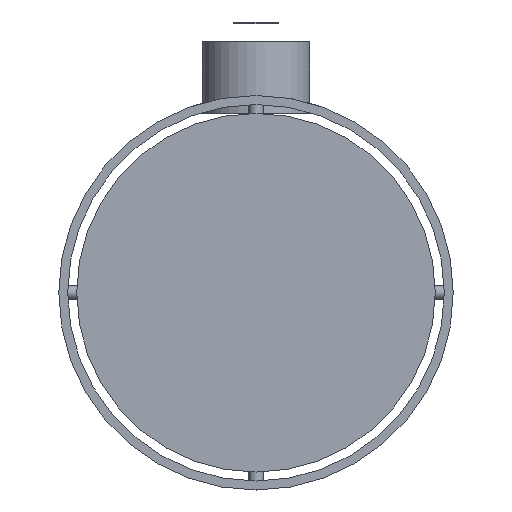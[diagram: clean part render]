
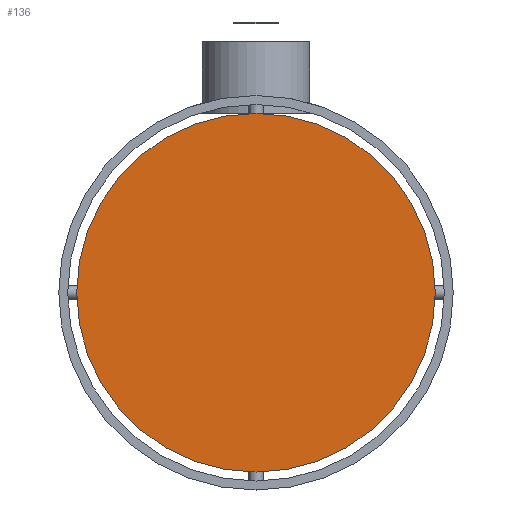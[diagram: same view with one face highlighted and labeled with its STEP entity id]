
A CAD part, front view. The second image highlights one B-rep face of the part: STEP entity #136.
In plain terms, the highlighted face is planar.
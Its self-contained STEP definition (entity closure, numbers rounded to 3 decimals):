
#58 = CYLINDRICAL_SURFACE('',#59,100.);
#59 = AXIS2_PLACEMENT_3D('',#60,#61,#62);
#60 = CARTESIAN_POINT('',(0.,0.,0.));
#61 = DIRECTION('',(0.,0.,1.));
#62 = DIRECTION('',(1.,0.,-0.));
#83 = VERTEX_POINT('',#84);
#84 = CARTESIAN_POINT('',(100.,0.,0.));
#105 = EDGE_CURVE('',#83,#83,#106,.T.);
#106 = SURFACE_CURVE('',#107,(#112,#119),.PCURVE_S1.);
#107 = CIRCLE('',#108,100.);
#108 = AXIS2_PLACEMENT_3D('',#109,#110,#111);
#109 = CARTESIAN_POINT('',(0.,0.,0.));
#110 = DIRECTION('',(0.,0.,1.));
#111 = DIRECTION('',(1.,0.,-0.));
#112 = PCURVE('',#58,#113);
#113 = DEFINITIONAL_REPRESENTATION('',(#114),#118);
#114 = LINE('',#115,#116);
#115 = CARTESIAN_POINT('',(0.,0.));
#116 = VECTOR('',#117,1.);
#117 = DIRECTION('',(1.,0.));
#118 = ( GEOMETRIC_REPRESENTATION_CONTEXT(2) 
PARAMETRIC_REPRESENTATION_CONTEXT() REPRESENTATION_CONTEXT('2D SPACE',''
  ) );
#119 = PCURVE('',#120,#125);
#120 = PLANE('',#121);
#121 = AXIS2_PLACEMENT_3D('',#122,#123,#124);
#122 = CARTESIAN_POINT('',(0.,0.,0.));
#123 = DIRECTION('',(0.,0.,1.));
#124 = DIRECTION('',(1.,0.,-0.));
#125 = DEFINITIONAL_REPRESENTATION('',(#126),#130);
#126 = CIRCLE('',#127,100.);
#127 = AXIS2_PLACEMENT_2D('',#128,#129);
#128 = CARTESIAN_POINT('',(0.,0.));
#129 = DIRECTION('',(1.,0.));
#130 = ( GEOMETRIC_REPRESENTATION_CONTEXT(2) 
PARAMETRIC_REPRESENTATION_CONTEXT() REPRESENTATION_CONTEXT('2D SPACE',''
  ) );
#136 = ADVANCED_FACE('',(#137),#120,.F.);
#137 = FACE_BOUND('',#138,.T.);
#138 = EDGE_LOOP('',(#139));
#139 = ORIENTED_EDGE('',*,*,#105,.F.);
